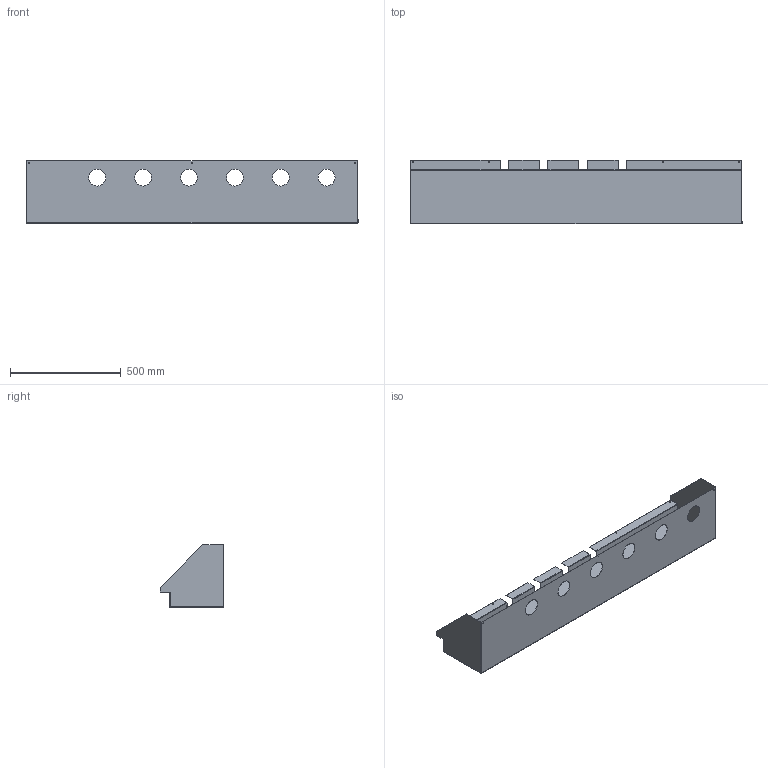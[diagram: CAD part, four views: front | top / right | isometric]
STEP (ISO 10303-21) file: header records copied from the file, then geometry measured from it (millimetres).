
FILE_DESCRIPTION(/* description */ ('Alibre Inc.'),/* implementation_level */ '2;1');
FILE_NAME(/* name */ 'export-2D85CCF3-C9B4-456C-B99C-F049374DC848',/* time_stamp */ '2019-10-22T08:42:48-04:00',/* author */ (''),/* organization */ (''),/* preprocessor_version */ 'ST-DEVELOPER v17',/* originating_system */ 'Alibre',/* authorisation */ '');
FILE_SCHEMA (('CONFIG_CONTROL_DESIGN'));
Length unit declared in the file: inch
Products named in the file (1): ID_1
Bounding box: 1501.65 x 287.65 x 282.83 mm (x, y, z)
Volume: 1563330 mm3; surface area: 2062955.5 mm2
Topology: 1 solids, 1 shells, 85 faces, 248 edges, 165 vertices
Faces by surface type: plane 50, cylinder 35
Full cylindrical faces by diameter (mm): 3.797 x7, 76.2 x6
Entity records: 2569 total; most frequent: ORIENTED_EDGE 456, CARTESIAN_POINT 419, DIRECTION 358, EDGE_CURVE 228, VERTEX_POINT 158, AXIS2_PLACEMENT_3D 135, VECTOR 126, LINE 126
